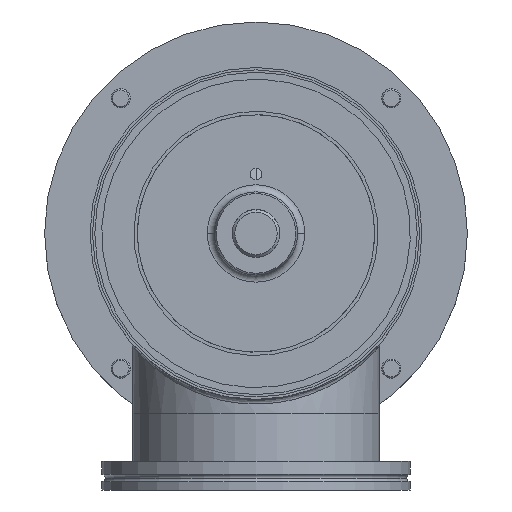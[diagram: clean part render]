
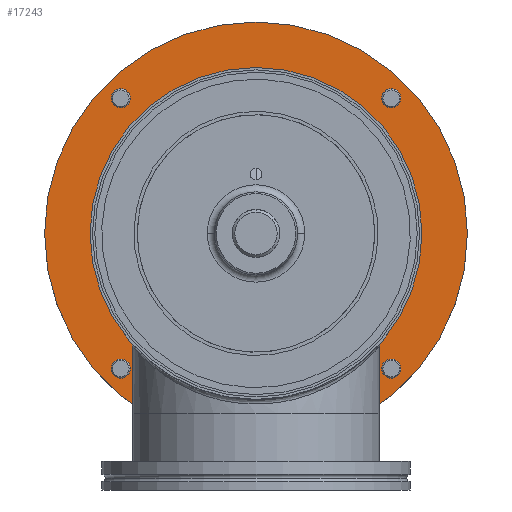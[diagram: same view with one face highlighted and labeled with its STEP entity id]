
A CAD part, left-side view. The second image highlights one B-rep face of the part: STEP entity #17243.
In plain terms, the highlighted planar face has unit normal (-1, 0, 0).
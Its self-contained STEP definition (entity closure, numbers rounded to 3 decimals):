
#94 = CIRCLE ( 'NONE', #13072, 69.85 ) ;
#303 = ORIENTED_EDGE ( 'NONE', *, *, #4860, .T. ) ;
#319 = AXIS2_PLACEMENT_3D ( 'NONE', #11809, #2661, #13354 ) ;
#606 = EDGE_LOOP ( 'NONE', ( #15013, #12496 ) ) ;
#660 = DIRECTION ( 'NONE',  ( 0., 1., 0. ) ) ;
#699 = EDGE_CURVE ( 'NONE', #10775, #10545, #14108, .T. ) ;
#1003 = EDGE_CURVE ( 'NONE', #11246, #16844, #1879, .T. ) ;
#1118 = FACE_BOUND ( 'NONE', #10555, .T. ) ;
#1180 = VERTEX_POINT ( 'NONE', #13810 ) ;
#1273 = CARTESIAN_POINT ( 'NONE',  ( 209.6, 56.922, 56.922 ) ) ;
#1664 = DIRECTION ( 'NONE',  ( 1., 0., 0. ) ) ;
#1679 = DIRECTION ( 'NONE',  ( 0., 1., 0. ) ) ;
#1714 = ORIENTED_EDGE ( 'NONE', *, *, #16961, .T. ) ;
#1732 = CARTESIAN_POINT ( 'NONE',  ( 209.6, 0., 0. ) ) ;
#1879 = CIRCLE ( 'NONE', #14706, 69.85 ) ;
#2035 = CIRCLE ( 'NONE', #17459, 3.4 ) ;
#2279 = CARTESIAN_POINT ( 'NONE',  ( 209.6, 60.322, 56.922 ) ) ;
#2661 = DIRECTION ( 'NONE',  ( 1., 0., 0. ) ) ;
#2800 = DIRECTION ( 'NONE',  ( 1., 0., 0. ) ) ;
#2874 = CIRCLE ( 'NONE', #8173, 3.4 ) ;
#2877 = EDGE_CURVE ( 'NONE', #1180, #8139, #18559, .T. ) ;
#2888 = CIRCLE ( 'NONE', #11381, 3.4 ) ;
#3227 = CARTESIAN_POINT ( 'NONE',  ( 209.6, 0., 0. ) ) ;
#3276 = CIRCLE ( 'NONE', #15171, 89. ) ;
#3295 = DIRECTION ( 'NONE',  ( 0., -1., 0. ) ) ;
#3764 = CARTESIAN_POINT ( 'NONE',  ( 209.6, -56.922, -56.922 ) ) ;
#3833 = AXIS2_PLACEMENT_3D ( 'NONE', #1273, #1664, #1679 ) ;
#4143 = CARTESIAN_POINT ( 'NONE',  ( 209.6, -56.922, -56.922 ) ) ;
#4762 = DIRECTION ( 'NONE',  ( 0., -1., 0. ) ) ;
#4834 = CARTESIAN_POINT ( 'NONE',  ( 209.6, -89., 0. ) ) ;
#4860 = EDGE_CURVE ( 'NONE', #18078, #9471, #3276, .T. ) ;
#4867 = ORIENTED_EDGE ( 'NONE', *, *, #9442, .T. ) ;
#5141 = EDGE_CURVE ( 'NONE', #6697, #6944, #2888, .T. ) ;
#5195 = FACE_BOUND ( 'NONE', #606, .T. ) ;
#5206 = DIRECTION ( 'NONE',  ( -1., 0., 0. ) ) ;
#5314 = DIRECTION ( 'NONE',  ( 0., 1., 0. ) ) ;
#5385 = CARTESIAN_POINT ( 'NONE',  ( 209.6, 56.922, 56.922 ) ) ;
#5426 = EDGE_CURVE ( 'NONE', #10545, #10775, #14770, .T. ) ;
#5675 = DIRECTION ( 'NONE',  ( 0., 1., 0. ) ) ;
#5730 = VERTEX_POINT ( 'NONE', #15023 ) ;
#5825 = CARTESIAN_POINT ( 'NONE',  ( 209.6, 89., 0. ) ) ;
#6058 = EDGE_LOOP ( 'NONE', ( #1714, #11301 ) ) ;
#6218 = CARTESIAN_POINT ( 'NONE',  ( 209.6, 56.922, -56.922 ) ) ;
#6697 = VERTEX_POINT ( 'NONE', #17905 ) ;
#6759 = ORIENTED_EDGE ( 'NONE', *, *, #5426, .T. ) ;
#6887 = CARTESIAN_POINT ( 'NONE',  ( 209.6, 56.922, -60.322 ) ) ;
#6920 = DIRECTION ( 'NONE',  ( 0., 1., 0. ) ) ;
#6944 = VERTEX_POINT ( 'NONE', #10920 ) ;
#7329 = CARTESIAN_POINT ( 'NONE',  ( 209.6, 0., 89. ) ) ;
#7632 = ORIENTED_EDGE ( 'NONE', *, *, #1003, .F. ) ;
#7781 = DIRECTION ( 'NONE',  ( 0., 1., 0. ) ) ;
#7873 = CIRCLE ( 'NONE', #14926, 3.4 ) ;
#8053 = ORIENTED_EDGE ( 'NONE', *, *, #699, .T. ) ;
#8139 = VERTEX_POINT ( 'NONE', #19122 ) ;
#8173 = AXIS2_PLACEMENT_3D ( 'NONE', #6218, #16812, #7781 ) ;
#8473 = ORIENTED_EDGE ( 'NONE', *, *, #18058, .F. ) ;
#8889 = DIRECTION ( 'NONE',  ( 0., 1., 0. ) ) ;
#9014 = CARTESIAN_POINT ( 'NONE',  ( 209.6, 53.522, 56.922 ) ) ;
#9276 = FACE_BOUND ( 'NONE', #16885, .T. ) ;
#9442 = EDGE_CURVE ( 'NONE', #8139, #1180, #2035, .T. ) ;
#9471 = VERTEX_POINT ( 'NONE', #5825 ) ;
#9857 = DIRECTION ( 'NONE',  ( 1., 0., 0. ) ) ;
#10545 = VERTEX_POINT ( 'NONE', #2279 ) ;
#10555 = EDGE_LOOP ( 'NONE', ( #8473, #7632 ) ) ;
#10616 = CARTESIAN_POINT ( 'NONE',  ( 209.6, 69.85, 0. ) ) ;
#10775 = VERTEX_POINT ( 'NONE', #9014 ) ;
#10920 = CARTESIAN_POINT ( 'NONE',  ( 209.6, -56.922, 60.322 ) ) ;
#11246 = VERTEX_POINT ( 'NONE', #10616 ) ;
#11301 = ORIENTED_EDGE ( 'NONE', *, *, #12752, .T. ) ;
#11341 = EDGE_CURVE ( 'NONE', #9471, #18078, #16945, .T. ) ;
#11381 = AXIS2_PLACEMENT_3D ( 'NONE', #11942, #2800, #13481 ) ;
#11728 = EDGE_LOOP ( 'NONE', ( #4867, #18435 ) ) ;
#11809 = CARTESIAN_POINT ( 'NONE',  ( 209.6, 56.922, -56.922 ) ) ;
#11889 = AXIS2_PLACEMENT_3D ( 'NONE', #7329, #17813, #8889 ) ;
#11942 = CARTESIAN_POINT ( 'NONE',  ( 209.6, -56.922, 56.922 ) ) ;
#12465 = DIRECTION ( 'NONE',  ( -1., 0., 0. ) ) ;
#12496 = ORIENTED_EDGE ( 'NONE', *, *, #12965, .T. ) ;
#12716 = EDGE_LOOP ( 'NONE', ( #303, #17918 ) ) ;
#12752 = EDGE_CURVE ( 'NONE', #14302, #5730, #2874, .T. ) ;
#12880 = AXIS2_PLACEMENT_3D ( 'NONE', #3764, #14440, #5314 ) ;
#12965 = EDGE_CURVE ( 'NONE', #6944, #6697, #7873, .T. ) ;
#13072 = AXIS2_PLACEMENT_3D ( 'NONE', #3227, #13890, #4762 ) ;
#13354 = DIRECTION ( 'NONE',  ( 0., 1., 0. ) ) ;
#13481 = DIRECTION ( 'NONE',  ( 0., 1., 0. ) ) ;
#13751 = DIRECTION ( 'NONE',  ( 0., -1., 0. ) ) ;
#13784 = DIRECTION ( 'NONE',  ( -1., 0., 0. ) ) ;
#13810 = CARTESIAN_POINT ( 'NONE',  ( 209.6, -60.322, -56.922 ) ) ;
#13846 = CARTESIAN_POINT ( 'NONE',  ( 209.6, 0., 0. ) ) ;
#13890 = DIRECTION ( 'NONE',  ( -1., 0., 0. ) ) ;
#14108 = CIRCLE ( 'NONE', #3833, 3.4 ) ;
#14302 = VERTEX_POINT ( 'NONE', #6887 ) ;
#14336 = CARTESIAN_POINT ( 'NONE',  ( 209.6, 0., 0. ) ) ;
#14440 = DIRECTION ( 'NONE',  ( 1., 0., 0. ) ) ;
#14706 = AXIS2_PLACEMENT_3D ( 'NONE', #13846, #13784, #13751 ) ;
#14715 = AXIS2_PLACEMENT_3D ( 'NONE', #1732, #12465, #3295 ) ;
#14770 = CIRCLE ( 'NONE', #19496, 3.4 ) ;
#14819 = DIRECTION ( 'NONE',  ( 1., 0., 0. ) ) ;
#14926 = AXIS2_PLACEMENT_3D ( 'NONE', #18740, #9857, #660 ) ;
#15013 = ORIENTED_EDGE ( 'NONE', *, *, #5141, .T. ) ;
#15023 = CARTESIAN_POINT ( 'NONE',  ( 209.6, 56.922, -53.522 ) ) ;
#15171 = AXIS2_PLACEMENT_3D ( 'NONE', #14336, #5206, #15823 ) ;
#15205 = FACE_BOUND ( 'NONE', #11728, .T. ) ;
#15823 = DIRECTION ( 'NONE',  ( 0., -1., 0. ) ) ;
#15995 = DIRECTION ( 'NONE',  ( 1., 0., 0. ) ) ;
#16125 = CIRCLE ( 'NONE', #319, 3.4 ) ;
#16802 = FACE_OUTER_BOUND ( 'NONE', #12716, .T. ) ;
#16812 = DIRECTION ( 'NONE',  ( 1., 0., 0. ) ) ;
#16844 = VERTEX_POINT ( 'NONE', #17456 ) ;
#16885 = EDGE_LOOP ( 'NONE', ( #8053, #6759 ) ) ;
#16945 = CIRCLE ( 'NONE', #14715, 89. ) ;
#16961 = EDGE_CURVE ( 'NONE', #5730, #14302, #16125, .T. ) ;
#17243 = ADVANCED_FACE ( 'NONE', ( #5195, #15205, #17246, #9276, #1118, #16802 ), #19207, .F. ) ;
#17246 = FACE_BOUND ( 'NONE', #6058, .T. ) ;
#17456 = CARTESIAN_POINT ( 'NONE',  ( 209.6, -69.85, 0. ) ) ;
#17459 = AXIS2_PLACEMENT_3D ( 'NONE', #4143, #14819, #5675 ) ;
#17813 = DIRECTION ( 'NONE',  ( 1., 0., 0. ) ) ;
#17905 = CARTESIAN_POINT ( 'NONE',  ( 209.6, -56.922, 53.522 ) ) ;
#17918 = ORIENTED_EDGE ( 'NONE', *, *, #11341, .T. ) ;
#18058 = EDGE_CURVE ( 'NONE', #16844, #11246, #94, .T. ) ;
#18078 = VERTEX_POINT ( 'NONE', #4834 ) ;
#18435 = ORIENTED_EDGE ( 'NONE', *, *, #2877, .T. ) ;
#18559 = CIRCLE ( 'NONE', #12880, 3.4 ) ;
#18740 = CARTESIAN_POINT ( 'NONE',  ( 209.6, -56.922, 56.922 ) ) ;
#19122 = CARTESIAN_POINT ( 'NONE',  ( 209.6, -53.522, -56.922 ) ) ;
#19207 = PLANE ( 'NONE',  #11889 ) ;
#19496 = AXIS2_PLACEMENT_3D ( 'NONE', #5385, #15995, #6920 ) ;
